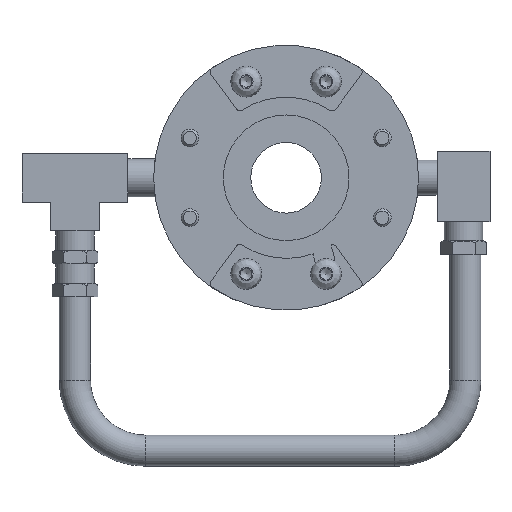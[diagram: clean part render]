
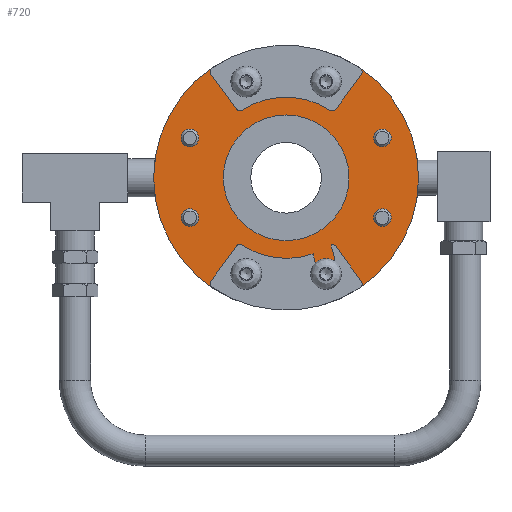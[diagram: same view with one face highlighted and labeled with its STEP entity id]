
A CAD part, front view. The second image highlights one B-rep face of the part: STEP entity #720.
In plain terms, the highlighted planar face has unit normal (0, -1, 0).
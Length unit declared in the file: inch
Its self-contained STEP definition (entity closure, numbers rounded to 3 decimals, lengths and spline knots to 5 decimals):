
#124=CARTESIAN_POINT('',(-2.53875,-0.06364,-1.27341));
#125=VERTEX_POINT('',#124);
#126=CARTESIAN_POINT('',(-2.45036,-0.06364,-1.3618));
#127=DIRECTION('',(0.0,1.0,0.0));
#128=DIRECTION('',(0.707,0.0,-0.707));
#129=AXIS2_PLACEMENT_3D('',#126,#127,#128);
#130=CIRCLE('',#129,0.125);
#131=EDGE_CURVE('',#125,#125,#130,.T.);
#152=CARTESIAN_POINT('',(-3.24809,-0.06364,-0.43908));
#153=VERTEX_POINT('',#152);
#154=CARTESIAN_POINT('',(-3.24809,-0.06364,-0.56408));
#155=DIRECTION('',(0.0,1.0,0.0));
#156=DIRECTION('',(0.0,0.0,-1.0));
#157=AXIS2_PLACEMENT_3D('',#154,#155,#156);
#158=CIRCLE('',#157,0.125);
#159=EDGE_CURVE('',#153,#153,#158,.T.);
#180=CARTESIAN_POINT('',(-3.1597,-0.06364,0.65246));
#181=VERTEX_POINT('',#180);
#182=CARTESIAN_POINT('',(-3.24809,-0.06364,0.56408));
#183=DIRECTION('',(0.0,1.0,0.0));
#184=DIRECTION('',(-0.707,0.0,-0.707));
#185=AXIS2_PLACEMENT_3D('',#182,#183,#184);
#186=CIRCLE('',#185,0.125);
#187=EDGE_CURVE('',#181,#181,#186,.T.);
#208=CARTESIAN_POINT('',(-2.32536,-0.06364,1.3618));
#209=VERTEX_POINT('',#208);
#210=CARTESIAN_POINT('',(-2.45036,-0.06364,1.3618));
#211=DIRECTION('',(0.0,1.0,0.0));
#212=DIRECTION('',(-1.0,0.0,0.0));
#213=AXIS2_PLACEMENT_3D('',#210,#211,#212);
#214=CIRCLE('',#213,0.125);
#215=EDGE_CURVE('',#209,#209,#214,.T.);
#236=CARTESIAN_POINT('',(-1.23382,-0.06364,1.27341));
#237=VERTEX_POINT('',#236);
#238=CARTESIAN_POINT('',(-1.32221,-0.06364,1.3618));
#239=DIRECTION('',(0.0,1.0,0.0));
#240=DIRECTION('',(-0.707,0.0,0.707));
#241=AXIS2_PLACEMENT_3D('',#238,#239,#240);
#242=CIRCLE('',#241,0.125);
#243=EDGE_CURVE('',#237,#237,#242,.T.);
#264=CARTESIAN_POINT('',(-0.52449,-0.06364,0.43908));
#265=VERTEX_POINT('',#264);
#266=CARTESIAN_POINT('',(-0.52449,-0.06364,0.56408));
#267=DIRECTION('',(0.0,1.0,0.0));
#268=DIRECTION('',(0.0,0.0,1.0));
#269=AXIS2_PLACEMENT_3D('',#266,#267,#268);
#270=CIRCLE('',#269,0.125);
#271=EDGE_CURVE('',#265,#265,#270,.T.);
#292=CARTESIAN_POINT('',(-0.61288,-0.06364,-0.65246));
#293=VERTEX_POINT('',#292);
#294=CARTESIAN_POINT('',(-0.52449,-0.06364,-0.56408));
#295=DIRECTION('',(0.0,1.0,0.0));
#296=DIRECTION('',(0.707,0.0,0.707));
#297=AXIS2_PLACEMENT_3D('',#294,#295,#296);
#298=CIRCLE('',#297,0.125);
#299=EDGE_CURVE('',#293,#293,#298,.T.);
#320=CARTESIAN_POINT('',(-1.51129,-0.06364,1.813));
#321=VERTEX_POINT('',#320);
#322=CARTESIAN_POINT('',(-1.88629,-0.06364,1.438));
#323=VERTEX_POINT('',#322);
#324=CARTESIAN_POINT('',(-1.51129,-0.06364,1.438));
#325=DIRECTION('',(0.0,-1.0,0.0));
#326=DIRECTION('',(1.0,0.0,0.0));
#327=AXIS2_PLACEMENT_3D('',#324,#325,#326);
#328=CIRCLE('',#327,0.375);
#329=EDGE_CURVE('',#321,#323,#328,.T.);
#362=CARTESIAN_POINT('',(-2.26129,-0.06364,1.813));
#363=VERTEX_POINT('',#362);
#364=CARTESIAN_POINT('',(-2.26129,-0.06364,1.438));
#365=DIRECTION('',(0.0,-1.0,0.0));
#366=DIRECTION('',(0.0,0.0,-1.0));
#367=AXIS2_PLACEMENT_3D('',#364,#365,#366);
#368=CIRCLE('',#367,0.375);
#369=EDGE_CURVE('',#323,#363,#368,.T.);
#395=CARTESIAN_POINT('',(-2.36447,-0.06364,1.813));
#396=VERTEX_POINT('',#395);
#397=CARTESIAN_POINT('',(-2.26129,-0.06364,1.813));
#398=DIRECTION('',(-1.0,0.0,0.0));
#399=VECTOR('',#398,0.10318);
#400=LINE('',#397,#399);
#401=EDGE_CURVE('',#363,#396,#400,.T.);
#426=CARTESIAN_POINT('',(-1.40811,-0.06364,1.813));
#427=VERTEX_POINT('',#426);
#428=CARTESIAN_POINT('',(-1.40811,-0.06364,1.813));
#429=DIRECTION('',(-1.0,0.0,0.0));
#430=VECTOR('',#429,0.10318);
#431=LINE('',#428,#430);
#432=EDGE_CURVE('',#427,#321,#431,.T.);
#457=CARTESIAN_POINT('',(-1.88629,-0.06364,-1.438));
#458=VERTEX_POINT('',#457);
#459=CARTESIAN_POINT('',(-1.51129,-0.06364,-1.813));
#460=VERTEX_POINT('',#459);
#461=CARTESIAN_POINT('',(-1.51129,-0.06364,-1.438));
#462=DIRECTION('',(0.0,-1.0,0.0));
#463=DIRECTION('',(0.0,0.0,1.0));
#464=AXIS2_PLACEMENT_3D('',#461,#462,#463);
#465=CIRCLE('',#464,0.375);
#466=EDGE_CURVE('',#458,#460,#465,.T.);
#499=CARTESIAN_POINT('',(-1.40811,-0.06364,-1.813));
#500=VERTEX_POINT('',#499);
#501=CARTESIAN_POINT('',(-1.51129,-0.06364,-1.813));
#502=DIRECTION('',(1.0,0.0,0.0));
#503=VECTOR('',#502,0.10318);
#504=LINE('',#501,#503);
#505=EDGE_CURVE('',#460,#500,#504,.T.);
#530=CARTESIAN_POINT('',(-2.36447,-0.06364,-1.813));
#531=VERTEX_POINT('',#530);
#532=CARTESIAN_POINT('',(-2.26129,-0.06364,-1.813));
#533=VERTEX_POINT('',#532);
#534=CARTESIAN_POINT('',(-2.36447,-0.06364,-1.813));
#535=DIRECTION('',(1.0,0.0,0.0));
#536=VECTOR('',#535,0.10318);
#537=LINE('',#534,#536);
#538=EDGE_CURVE('',#531,#533,#537,.T.);
#570=CARTESIAN_POINT('',(-2.26129,-0.06364,-1.438));
#571=DIRECTION('',(0.0,-1.0,0.0));
#572=DIRECTION('',(-1.0,0.0,0.0));
#573=AXIS2_PLACEMENT_3D('',#570,#571,#572);
#574=CIRCLE('',#573,0.375);
#575=EDGE_CURVE('',#533,#458,#574,.T.);
#603=CARTESIAN_POINT('',(-1.88629,-0.06364,0.0));
#604=DIRECTION('',(0.0,-1.0,0.0));
#605=DIRECTION('',(1.0,0.0,0.0));
#606=AXIS2_PLACEMENT_3D('',#603,#604,#605);
#607=CIRCLE('',#606,1.875);
#608=EDGE_CURVE('',#396,#531,#607,.T.);
#654=CARTESIAN_POINT('',(-0.50399,-0.06364,0.0));
#655=DIRECTION('',(0.0,-1.0,0.0));
#656=DIRECTION('',(0.0,0.0,-1.0));
#657=AXIS2_PLACEMENT_3D('',#654,#655,#656);
#658=PLANE('',#657);
#659=ORIENTED_EDGE('',*,*,#432,.T.);
#660=ORIENTED_EDGE('',*,*,#329,.T.);
#661=ORIENTED_EDGE('',*,*,#369,.T.);
#662=ORIENTED_EDGE('',*,*,#401,.T.);
#663=ORIENTED_EDGE('',*,*,#608,.T.);
#664=ORIENTED_EDGE('',*,*,#538,.T.);
#665=ORIENTED_EDGE('',*,*,#575,.T.);
#666=ORIENTED_EDGE('',*,*,#466,.T.);
#667=ORIENTED_EDGE('',*,*,#505,.T.);
#668=CARTESIAN_POINT('',(-1.88629,-0.06364,0.0));
#669=DIRECTION('',(0.0,-1.0,0.0));
#670=DIRECTION('',(1.0,0.0,0.0));
#671=AXIS2_PLACEMENT_3D('',#668,#669,#670);
#672=CIRCLE('',#671,1.875);
#673=EDGE_CURVE('',#500,#427,#672,.T.);
#674=ORIENTED_EDGE('',*,*,#673,.T.);
#675=EDGE_LOOP('',(#659,#660,#661,#662,#663,#664,#665,#666,#667,#674));
#676=FACE_OUTER_BOUND('',#675,.T.);
#677=ORIENTED_EDGE('',*,*,#131,.T.);
#678=EDGE_LOOP('',(#677));
#679=FACE_BOUND('',#678,.T.);
#680=ORIENTED_EDGE('',*,*,#159,.T.);
#681=EDGE_LOOP('',(#680));
#682=FACE_BOUND('',#681,.T.);
#683=ORIENTED_EDGE('',*,*,#187,.T.);
#684=EDGE_LOOP('',(#683));
#685=FACE_BOUND('',#684,.T.);
#686=ORIENTED_EDGE('',*,*,#215,.T.);
#687=EDGE_LOOP('',(#686));
#688=FACE_BOUND('',#687,.T.);
#689=ORIENTED_EDGE('',*,*,#243,.T.);
#690=EDGE_LOOP('',(#689));
#691=FACE_BOUND('',#690,.T.);
#692=ORIENTED_EDGE('',*,*,#271,.T.);
#693=EDGE_LOOP('',(#692));
#694=FACE_BOUND('',#693,.T.);
#695=ORIENTED_EDGE('',*,*,#299,.T.);
#696=EDGE_LOOP('',(#695));
#697=FACE_BOUND('',#696,.T.);
#698=CARTESIAN_POINT('',(-0.99669,-0.06364,0.0));
#699=VERTEX_POINT('',#698);
#700=CARTESIAN_POINT('',(-1.88629,-0.06364,0.0));
#701=DIRECTION('',(0.0,-1.0,0.0));
#702=DIRECTION('',(1.0,0.0,0.0));
#703=AXIS2_PLACEMENT_3D('',#700,#701,#702);
#704=CIRCLE('',#703,0.8896);
#705=EDGE_CURVE('',#699,#699,#704,.T.);
#706=ORIENTED_EDGE('',*,*,#705,.F.);
#707=EDGE_LOOP('',(#706));
#708=FACE_BOUND('',#707,.T.);
#709=CARTESIAN_POINT('',(-1.44721,-0.06364,-1.3618));
#710=VERTEX_POINT('',#709);
#711=CARTESIAN_POINT('',(-1.32221,-0.06364,-1.3618));
#712=DIRECTION('',(0.0,1.0,0.0));
#713=DIRECTION('',(1.0,0.0,0.0));
#714=AXIS2_PLACEMENT_3D('',#711,#712,#713);
#715=CIRCLE('',#714,0.125);
#716=EDGE_CURVE('',#710,#710,#715,.T.);
#717=ORIENTED_EDGE('',*,*,#716,.T.);
#718=EDGE_LOOP('',(#717));
#719=FACE_BOUND('',#718,.T.);
#720=ADVANCED_FACE('',(#676,#679,#682,#685,#688,#691,#694,#697,#708,#719),#658,.T.);
